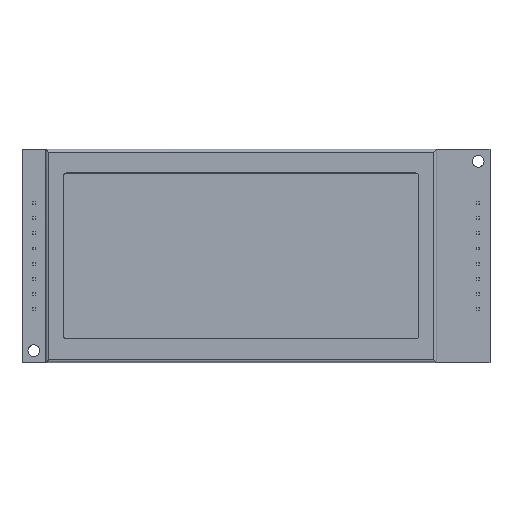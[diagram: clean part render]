
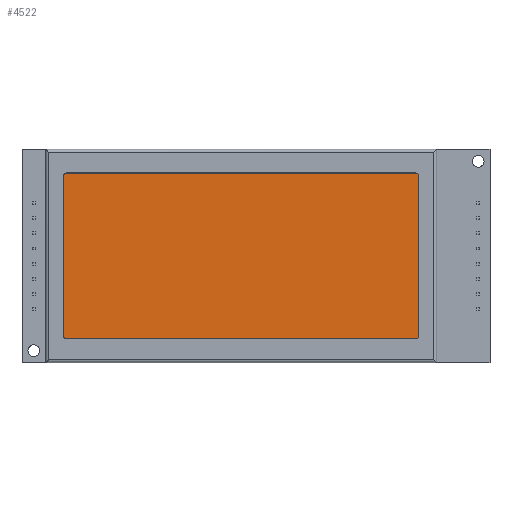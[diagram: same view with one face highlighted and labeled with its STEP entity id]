
A CAD part, top view. The second image highlights one B-rep face of the part: STEP entity #4522.
In plain terms, the highlighted planar face has unit normal (0, 0, 1).
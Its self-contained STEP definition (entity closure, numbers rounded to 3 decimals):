
#84=CIRCLE('',#4766,0.5);
#85=CIRCLE('',#4769,0.5);
#86=CIRCLE('',#4772,0.5);
#87=CIRCLE('',#4775,0.5);
#343=FACE_OUTER_BOUND('',#631,.T.);
#631=EDGE_LOOP('',(#3950,#3951,#3952,#3953,#3954,#3955,#3956,#3957));
#1193=LINE('',#7157,#1763);
#1196=LINE('',#7165,#1766);
#1199=LINE('',#7173,#1769);
#1201=LINE('',#7179,#1771);
#1763=VECTOR('',#5835,1000.);
#1766=VECTOR('',#5844,1000.);
#1769=VECTOR('',#5853,1000.);
#1771=VECTOR('',#5861,1000.);
#2156=VERTEX_POINT('',#7149);
#2157=VERTEX_POINT('',#7151);
#2158=VERTEX_POINT('',#7155);
#2159=VERTEX_POINT('',#7159);
#2160=VERTEX_POINT('',#7163);
#2161=VERTEX_POINT('',#7167);
#2162=VERTEX_POINT('',#7171);
#2163=VERTEX_POINT('',#7175);
#2747=EDGE_CURVE('',#2157,#2156,#84,.T.);
#2750=EDGE_CURVE('',#2156,#2158,#1193,.T.);
#2752=EDGE_CURVE('',#2159,#2158,#85,.T.);
#2754=EDGE_CURVE('',#2159,#2160,#1196,.T.);
#2756=EDGE_CURVE('',#2161,#2160,#86,.T.);
#2758=EDGE_CURVE('',#2161,#2162,#1199,.T.);
#2760=EDGE_CURVE('',#2163,#2162,#87,.T.);
#2761=EDGE_CURVE('',#2163,#2157,#1201,.T.);
#3950=ORIENTED_EDGE('',*,*,#2754,.T.);
#3951=ORIENTED_EDGE('',*,*,#2756,.F.);
#3952=ORIENTED_EDGE('',*,*,#2758,.T.);
#3953=ORIENTED_EDGE('',*,*,#2760,.F.);
#3954=ORIENTED_EDGE('',*,*,#2761,.T.);
#3955=ORIENTED_EDGE('',*,*,#2747,.T.);
#3956=ORIENTED_EDGE('',*,*,#2750,.T.);
#3957=ORIENTED_EDGE('',*,*,#2752,.F.);
#4189=PLANE('',#4809);
#4522=ADVANCED_FACE('',(#343),#4189,.T.);
#4766=AXIS2_PLACEMENT_3D('',#7152,#5829,#5830);
#4769=AXIS2_PLACEMENT_3D('',#7161,#5839,#5840);
#4772=AXIS2_PLACEMENT_3D('',#7169,#5848,#5849);
#4775=AXIS2_PLACEMENT_3D('',#7177,#5857,#5858);
#4809=AXIS2_PLACEMENT_3D('',#7212,#5926,#5927);
#5829=DIRECTION('center_axis',(0.,0.,
1.));
#5830=DIRECTION('ref_axis',(1.,0.,0.));
#5835=DIRECTION('',(1.,0.,0.));
#5839=DIRECTION('center_axis',(0.,0.,
-1.));
#5840=DIRECTION('ref_axis',(1.,0.,0.));
#5844=DIRECTION('',(0.,1.,0.));
#5848=DIRECTION('center_axis',(0.,0.,
-1.));
#5849=DIRECTION('ref_axis',(1.,0.,0.));
#5853=DIRECTION('',(-1.,0.,0.));
#5857=DIRECTION('center_axis',(0.,0.,
-1.));
#5858=DIRECTION('ref_axis',(1.,0.,0.));
#5861=DIRECTION('',(0.,-1.,0.));
#5926=DIRECTION('center_axis',(0.,0.,
1.));
#5927=DIRECTION('ref_axis',(1.,0.,0.));
#7149=CARTESIAN_POINT('',(-31.992,-14.,11.94));
#7151=CARTESIAN_POINT('',(-32.492,-13.5,11.94));
#7152=CARTESIAN_POINT('Origin',(-31.992,-13.5,11.94));
#7155=CARTESIAN_POINT('',(27.008,-14.,11.94));
#7157=CARTESIAN_POINT('',(-2.492,-14.,11.94));
#7159=CARTESIAN_POINT('',(27.508,-13.5,11.94));
#7161=CARTESIAN_POINT('Origin',(27.008,-13.5,11.94));
#7163=CARTESIAN_POINT('',(27.508,13.5,11.94));
#7165=CARTESIAN_POINT('',(27.508,0.,11.94));
#7167=CARTESIAN_POINT('',(27.008,14.,11.94));
#7169=CARTESIAN_POINT('Origin',(27.008,13.5,11.94));
#7171=CARTESIAN_POINT('',(-31.992,14.,11.94));
#7173=CARTESIAN_POINT('',(-2.492,14.,11.94));
#7175=CARTESIAN_POINT('',(-32.492,13.5,11.94));
#7177=CARTESIAN_POINT('Origin',(-31.992,13.5,11.94));
#7179=CARTESIAN_POINT('',(-32.492,0.,11.94));
#7212=CARTESIAN_POINT('Origin',(-32.492,-14.,11.94));
